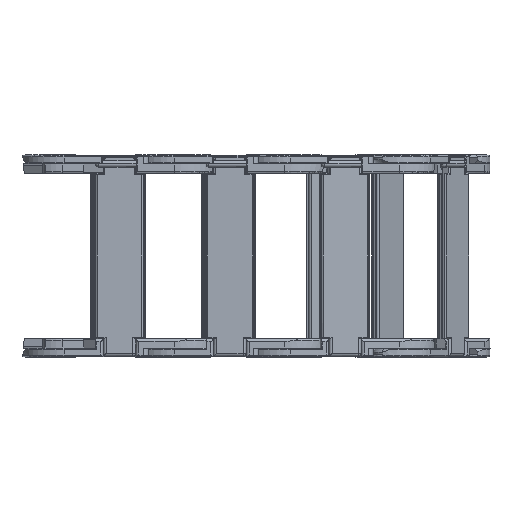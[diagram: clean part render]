
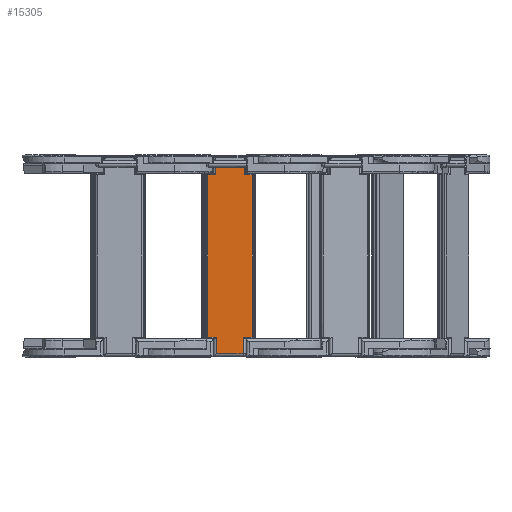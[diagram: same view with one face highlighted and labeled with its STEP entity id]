
A CAD part, front view. The second image highlights one B-rep face of the part: STEP entity #15305.
In plain terms, the highlighted planar face has unit normal (0, -1, 0).
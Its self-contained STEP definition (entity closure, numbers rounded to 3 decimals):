
#341 = VERTEX_POINT ( 'NONE', #2909 ) ;
#652 = VECTOR ( 'NONE', #7145, 1000. ) ;
#666 = EDGE_CURVE ( 'NONE', #9011, #341, #8319, .T. ) ;
#672 = EDGE_CURVE ( 'NONE', #7415, #9948, #5142, .T. ) ;
#685 = VERTEX_POINT ( 'NONE', #11608 ) ;
#826 = CARTESIAN_POINT ( 'NONE',  ( 453.855, 93.451, 627.596 ) ) ;
#1816 = VECTOR ( 'NONE', #11188, 1000. ) ;
#2570 = AXIS2_PLACEMENT_3D ( 'NONE', #15453, #12768, #12583 ) ;
#2900 = LINE ( 'NONE', #18166, #17168 ) ;
#2909 = CARTESIAN_POINT ( 'NONE',  ( 453.855, 93.451, 568.601 ) ) ;
#2949 = VERTEX_POINT ( 'NONE', #15334 ) ;
#3006 = LINE ( 'NONE', #12010, #15457 ) ;
#3105 = DIRECTION ( 'NONE',  ( 1., 0., 0. ) ) ;
#3350 = CARTESIAN_POINT ( 'NONE',  ( 451.117, 93.451, 565.901 ) ) ;
#3430 = VERTEX_POINT ( 'NONE', #6762 ) ;
#3797 = EDGE_CURVE ( 'NONE', #3430, #7415, #12119, .T. ) ;
#3891 = CARTESIAN_POINT ( 'NONE',  ( 425.879, 93.451, 568.601 ) ) ;
#3931 = VERTEX_POINT ( 'NONE', #3350 ) ;
#4061 = EDGE_CURVE ( 'NONE', #3931, #16842, #16856, .T. ) ;
#4088 = DIRECTION ( 'NONE',  ( 0., 0., -1. ) ) ;
#4456 = DIRECTION ( 'NONE',  ( -1., 0., 0. ) ) ;
#4642 = EDGE_CURVE ( 'NONE', #685, #10675, #6175, .T. ) ;
#4906 = ORIENTED_EDGE ( 'NONE', *, *, #11966, .F. ) ;
#4966 = DIRECTION ( 'NONE',  ( 0., 0., 1. ) ) ;
#5142 = LINE ( 'NONE', #17161, #652 ) ;
#5374 = CARTESIAN_POINT ( 'NONE',  ( 425.879, 93.451, 633.496 ) ) ;
#5498 = EDGE_CURVE ( 'NONE', #10675, #3430, #3006, .T. ) ;
#6137 = FACE_OUTER_BOUND ( 'NONE', #15612, .T. ) ;
#6175 = LINE ( 'NONE', #3891, #6408 ) ;
#6315 = CARTESIAN_POINT ( 'NONE',  ( 437.679, 93.451, 568.601 ) ) ;
#6408 = VECTOR ( 'NONE', #12501, 1000. ) ;
#6530 = DIRECTION ( 'NONE',  ( 0., 0., 1. ) ) ;
#6711 = ORIENTED_EDGE ( 'NONE', *, *, #4642, .F. ) ;
#6762 = CARTESIAN_POINT ( 'NONE',  ( 437.679, 93.451, 627.596 ) ) ;
#7145 = DIRECTION ( 'NONE',  ( 0., 0., 1. ) ) ;
#7415 = VERTEX_POINT ( 'NONE', #7966 ) ;
#7776 = DIRECTION ( 'NONE',  ( -1., 0., 0. ) ) ;
#7966 = CARTESIAN_POINT ( 'NONE',  ( 440.922, 93.451, 627.596 ) ) ;
#8055 = EDGE_CURVE ( 'NONE', #16842, #685, #2900, .T. ) ;
#8298 = ORIENTED_EDGE ( 'NONE', *, *, #5498, .F. ) ;
#8319 = LINE ( 'NONE', #17049, #9439 ) ;
#8402 = EDGE_CURVE ( 'NONE', #341, #10240, #16450, .T. ) ;
#8516 = ORIENTED_EDGE ( 'NONE', *, *, #672, .F. ) ;
#9011 = VERTEX_POINT ( 'NONE', #826 ) ;
#9177 = LINE ( 'NONE', #9782, #18770 ) ;
#9414 = VECTOR ( 'NONE', #4456, 1000. ) ;
#9439 = VECTOR ( 'NONE', #15725, 1000. ) ;
#9484 = EDGE_CURVE ( 'NONE', #2949, #13185, #9744, .T. ) ;
#9724 = ORIENTED_EDGE ( 'NONE', *, *, #3797, .F. ) ;
#9744 = LINE ( 'NONE', #11251, #1816 ) ;
#9782 = CARTESIAN_POINT ( 'NONE',  ( 451.117, 93.451, 591.851 ) ) ;
#9812 = LINE ( 'NONE', #5374, #16606 ) ;
#9841 = VECTOR ( 'NONE', #3105, 1000. ) ;
#9948 = VERTEX_POINT ( 'NONE', #11879 ) ;
#10240 = VERTEX_POINT ( 'NONE', #10886 ) ;
#10473 = CARTESIAN_POINT ( 'NONE',  ( 425.879, 93.451, 568.601 ) ) ;
#10675 = VERTEX_POINT ( 'NONE', #6315 ) ;
#10886 = CARTESIAN_POINT ( 'NONE',  ( 451.117, 93.451, 568.601 ) ) ;
#11188 = DIRECTION ( 'NONE',  ( 0., 0., -1. ) ) ;
#11215 = DIRECTION ( 'NONE',  ( 1., 0., 0. ) ) ;
#11251 = CARTESIAN_POINT ( 'NONE',  ( 450.612, 93.451, 604.346 ) ) ;
#11608 = CARTESIAN_POINT ( 'NONE',  ( 440.417, 93.451, 568.601 ) ) ;
#11831 = ORIENTED_EDGE ( 'NONE', *, *, #14464, .F. ) ;
#11879 = CARTESIAN_POINT ( 'NONE',  ( 440.922, 93.451, 633.496 ) ) ;
#11966 = EDGE_CURVE ( 'NONE', #10240, #3931, #9177, .T. ) ;
#12010 = CARTESIAN_POINT ( 'NONE',  ( 437.679, 93.451, 591.869 ) ) ;
#12119 = LINE ( 'NONE', #14645, #9841 ) ;
#12265 = ORIENTED_EDGE ( 'NONE', *, *, #9484, .F. ) ;
#12501 = DIRECTION ( 'NONE',  ( -1., 0., 0. ) ) ;
#12578 = LINE ( 'NONE', #15616, #15302 ) ;
#12583 = DIRECTION ( 'NONE',  ( 0., 0., 1. ) ) ;
#12768 = DIRECTION ( 'NONE',  ( 0., 1., 0. ) ) ;
#12789 = EDGE_CURVE ( 'NONE', #13185, #9011, #12578, .T. ) ;
#12797 = CARTESIAN_POINT ( 'NONE',  ( 450.612, 93.451, 627.596 ) ) ;
#13004 = ORIENTED_EDGE ( 'NONE', *, *, #8055, .F. ) ;
#13185 = VERTEX_POINT ( 'NONE', #12797 ) ;
#13602 = CARTESIAN_POINT ( 'NONE',  ( 440.417, 93.451, 565.901 ) ) ;
#14464 = EDGE_CURVE ( 'NONE', #9948, #2949, #9812, .T. ) ;
#14645 = CARTESIAN_POINT ( 'NONE',  ( 425.879, 93.451, 627.596 ) ) ;
#15302 = VECTOR ( 'NONE', #17192, 1000. ) ;
#15305 = ADVANCED_FACE ( 'NONE', ( #6137 ), #17087, .F. ) ;
#15334 = CARTESIAN_POINT ( 'NONE',  ( 450.612, 93.451, 633.496 ) ) ;
#15356 = ORIENTED_EDGE ( 'NONE', *, *, #666, .F. ) ;
#15410 = ORIENTED_EDGE ( 'NONE', *, *, #8402, .F. ) ;
#15453 = CARTESIAN_POINT ( 'NONE',  ( 425.879, 93.451, 591.869 ) ) ;
#15457 = VECTOR ( 'NONE', #4966, 1000. ) ;
#15612 = EDGE_LOOP ( 'NONE', ( #8298, #6711, #13004, #18587, #4906, #15410, #15356, #18552, #12265, #11831, #8516, #9724 ) ) ;
#15616 = CARTESIAN_POINT ( 'NONE',  ( 425.879, 93.451, 627.596 ) ) ;
#15725 = DIRECTION ( 'NONE',  ( 0., 0., -1. ) ) ;
#16450 = LINE ( 'NONE', #10473, #9414 ) ;
#16606 = VECTOR ( 'NONE', #11215, 1000. ) ;
#16842 = VERTEX_POINT ( 'NONE', #13602 ) ;
#16856 = LINE ( 'NONE', #18004, #18254 ) ;
#17049 = CARTESIAN_POINT ( 'NONE',  ( 453.855, 93.451, 591.869 ) ) ;
#17087 = PLANE ( 'NONE',  #2570 ) ;
#17161 = CARTESIAN_POINT ( 'NONE',  ( 440.922, 93.451, 604.346 ) ) ;
#17168 = VECTOR ( 'NONE', #6530, 1000. ) ;
#17192 = DIRECTION ( 'NONE',  ( 1., 0., 0. ) ) ;
#18004 = CARTESIAN_POINT ( 'NONE',  ( 425.879, 93.451, 565.901 ) ) ;
#18166 = CARTESIAN_POINT ( 'NONE',  ( 440.417, 93.451, 591.851 ) ) ;
#18254 = VECTOR ( 'NONE', #7776, 1000. ) ;
#18552 = ORIENTED_EDGE ( 'NONE', *, *, #12789, .F. ) ;
#18587 = ORIENTED_EDGE ( 'NONE', *, *, #4061, .F. ) ;
#18770 = VECTOR ( 'NONE', #4088, 1000. ) ;
